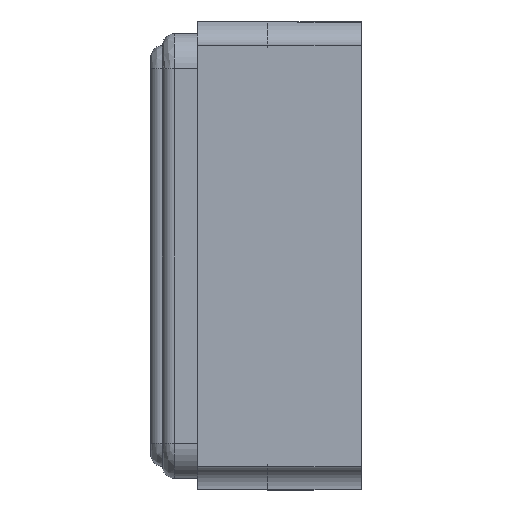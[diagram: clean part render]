
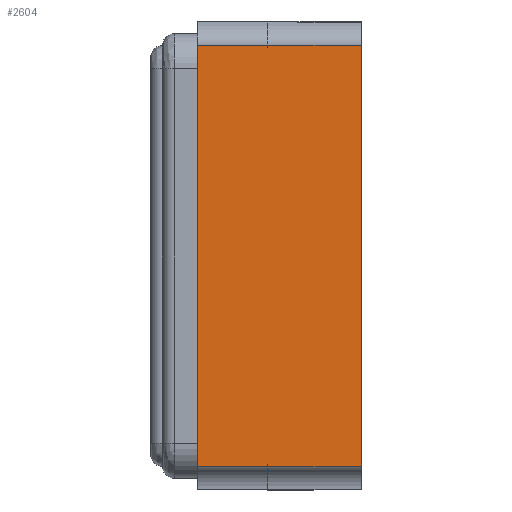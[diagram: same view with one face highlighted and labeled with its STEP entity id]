
A CAD part, left-side view. The second image highlights one B-rep face of the part: STEP entity #2604.
In plain terms, the highlighted planar face has unit normal (-1, 0, 0).
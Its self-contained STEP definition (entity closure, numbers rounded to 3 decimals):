
#361 = AXIS2_PLACEMENT_3D ( 'NONE', #4452, #6685, #5497 ) ;
#386 = VECTOR ( 'NONE', #5058, 1000. ) ;
#1279 = CARTESIAN_POINT ( 'NONE',  ( -1.25, 0.7, 0.9 ) ) ;
#1618 = EDGE_CURVE ( 'NONE', #4978, #2572, #4795, .T. ) ;
#1912 = ORIENTED_EDGE ( 'NONE', *, *, #6512, .F. ) ;
#1938 = VECTOR ( 'NONE', #7181, 1000. ) ;
#1970 = EDGE_CURVE ( 'NONE', #3952, #4978, #4347, .T. ) ;
#2175 = ORIENTED_EDGE ( 'NONE', *, *, #2397, .F. ) ;
#2193 = CARTESIAN_POINT ( 'NONE',  ( -1.25, 0.7, -0.9 ) ) ;
#2248 = DIRECTION ( 'NONE',  ( 0., 0., 1. ) ) ;
#2265 = ORIENTED_EDGE ( 'NONE', *, *, #5187, .T. ) ;
#2397 = EDGE_CURVE ( 'NONE', #2572, #4404, #6031, .T. ) ;
#2572 = VERTEX_POINT ( 'NONE', #3771 ) ;
#2604 = ADVANCED_FACE ( 'NONE', ( #4348 ), #5911, .F. ) ;
#2667 = DIRECTION ( 'NONE',  ( 0., 1., 0. ) ) ;
#2798 = CARTESIAN_POINT ( 'NONE',  ( -1.25, 0.7, 0.9 ) ) ;
#2815 = VERTEX_POINT ( 'NONE', #6279 ) ;
#2832 = LINE ( 'NONE', #3998, #6946 ) ;
#3713 = CARTESIAN_POINT ( 'NONE',  ( -1.25, 0.4, -0.9 ) ) ;
#3750 = CARTESIAN_POINT ( 'NONE',  ( -1.25, 0.7, 0.9 ) ) ;
#3771 = CARTESIAN_POINT ( 'NONE',  ( -1.25, 0., -0.9 ) ) ;
#3853 = CARTESIAN_POINT ( 'NONE',  ( -1.25, 0.7, -0.9 ) ) ;
#3952 = VERTEX_POINT ( 'NONE', #6060 ) ;
#3998 = CARTESIAN_POINT ( 'NONE',  ( -1.25, 0.7, 0. ) ) ;
#4141 = EDGE_LOOP ( 'NONE', ( #4566, #2175, #6283, #4423, #2265, #1912 ) ) ;
#4347 = LINE ( 'NONE', #2798, #4907 ) ;
#4348 = FACE_OUTER_BOUND ( 'NONE', #4141, .T. ) ;
#4361 = VERTEX_POINT ( 'NONE', #3750 ) ;
#4404 = VERTEX_POINT ( 'NONE', #3713 ) ;
#4423 = ORIENTED_EDGE ( 'NONE', *, *, #1970, .F. ) ;
#4430 = LINE ( 'NONE', #2193, #1938 ) ;
#4452 = CARTESIAN_POINT ( 'NONE',  ( -1.25, 0.7, 1. ) ) ;
#4464 = EDGE_CURVE ( 'NONE', #4404, #2815, #4430, .T. ) ;
#4566 = ORIENTED_EDGE ( 'NONE', *, *, #4464, .F. ) ;
#4725 = DIRECTION ( 'NONE',  ( 0., 0., -1. ) ) ;
#4795 = LINE ( 'NONE', #6396, #5893 ) ;
#4907 = VECTOR ( 'NONE', #6095, 1000. ) ;
#4978 = VERTEX_POINT ( 'NONE', #6805 ) ;
#5058 = DIRECTION ( 'NONE',  ( 0., 1., 0. ) ) ;
#5187 = EDGE_CURVE ( 'NONE', #3952, #4361, #5679, .T. ) ;
#5497 = DIRECTION ( 'NONE',  ( 0., 0., -1. ) ) ;
#5679 = LINE ( 'NONE', #1279, #386 ) ;
#5893 = VECTOR ( 'NONE', #4725, 1000. ) ;
#5911 = PLANE ( 'NONE',  #361 ) ;
#6031 = LINE ( 'NONE', #3853, #6295 ) ;
#6060 = CARTESIAN_POINT ( 'NONE',  ( -1.25, 0.4, 0.9 ) ) ;
#6095 = DIRECTION ( 'NONE',  ( 0., -1., 0. ) ) ;
#6279 = CARTESIAN_POINT ( 'NONE',  ( -1.25, 0.7, -0.9 ) ) ;
#6283 = ORIENTED_EDGE ( 'NONE', *, *, #1618, .F. ) ;
#6295 = VECTOR ( 'NONE', #2667, 1000. ) ;
#6396 = CARTESIAN_POINT ( 'NONE',  ( -1.25, 0., 1. ) ) ;
#6512 = EDGE_CURVE ( 'NONE', #2815, #4361, #2832, .T. ) ;
#6685 = DIRECTION ( 'NONE',  ( 1., 0., 0. ) ) ;
#6805 = CARTESIAN_POINT ( 'NONE',  ( -1.25, 0., 0.9 ) ) ;
#6946 = VECTOR ( 'NONE', #2248, 1000. ) ;
#7181 = DIRECTION ( 'NONE',  ( 0., 1., 0. ) ) ;
